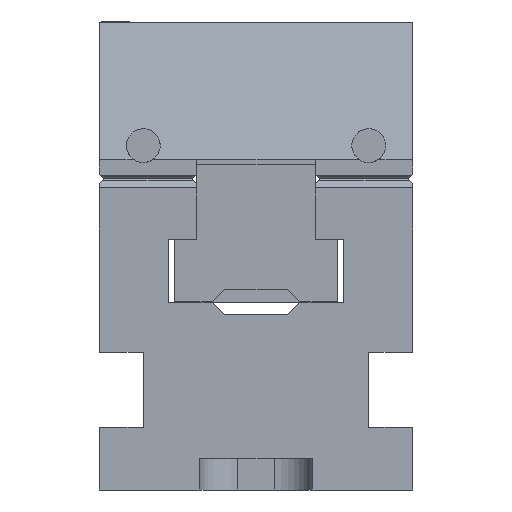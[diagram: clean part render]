
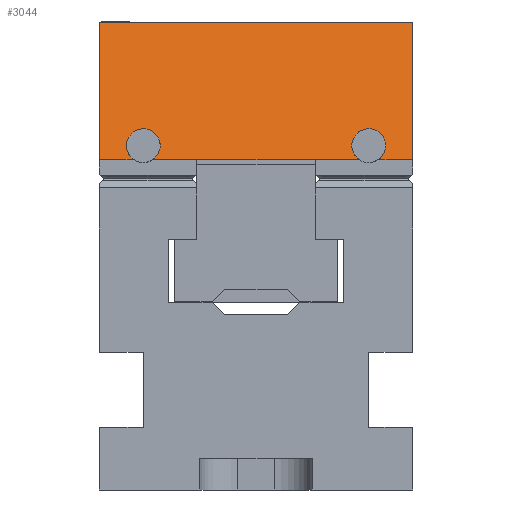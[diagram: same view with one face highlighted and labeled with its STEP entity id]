
A CAD part, front view. The second image highlights one B-rep face of the part: STEP entity #3044.
In plain terms, the highlighted face is planar.
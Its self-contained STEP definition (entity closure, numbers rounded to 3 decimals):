
#3044 = ADVANCED_FACE( '', ( #7848 ), #7849, .T. );
#7848 = FACE_OUTER_BOUND( '', #14612, .T. );
#7849 = PLANE( '', #14613 );
#14612 = EDGE_LOOP( '', ( #23531, #23532, #23533, #23534, #23535, #23536, #23537, #23538, #23539, #23540, #23541, #23542 ) );
#14613 = AXIS2_PLACEMENT_3D( '', #23543, #23544, #23545 );
#23531 = ORIENTED_EDGE( '', *, *, #43831, .F. );
#23532 = ORIENTED_EDGE( '', *, *, #43832, .T. );
#23533 = ORIENTED_EDGE( '', *, *, #42120, .F. );
#23534 = ORIENTED_EDGE( '', *, *, #43833, .T. );
#23535 = ORIENTED_EDGE( '', *, *, #43834, .F. );
#23536 = ORIENTED_EDGE( '', *, *, #41791, .F. );
#23537 = ORIENTED_EDGE( '', *, *, #43835, .T. );
#23538 = ORIENTED_EDGE( '', *, *, #43836, .T. );
#23539 = ORIENTED_EDGE( '', *, *, #43837, .F. );
#23540 = ORIENTED_EDGE( '', *, *, #43838, .T. );
#23541 = ORIENTED_EDGE( '', *, *, #41843, .F. );
#23542 = ORIENTED_EDGE( '', *, *, #43638, .F. );
#23543 = CARTESIAN_POINT( '', ( 25., 11.85, 12.5 ) );
#23544 = DIRECTION( '', ( 0., 0.966, 0.259 ) );
#23545 = DIRECTION( '', ( 0., -0.259, 0.966 ) );
#41791 = EDGE_CURVE( '', #50323, #50325, #50326, .T. );
#41843 = EDGE_CURVE( '', #50415, #50409, #50417, .T. );
#42120 = EDGE_CURVE( '', #50916, #50917, #50918, .T. );
#43638 = EDGE_CURVE( '', #53687, #50415, #53689, .T. );
#43831 = EDGE_CURVE( '', #54002, #53687, #54003, .T. );
#43832 = EDGE_CURVE( '', #54002, #50917, #54004, .T. );
#43833 = EDGE_CURVE( '', #50916, #54005, #54006, .T. );
#43834 = EDGE_CURVE( '', #50325, #54005, #54007, .T. );
#43835 = EDGE_CURVE( '', #50323, #54008, #54009, .T. );
#43836 = EDGE_CURVE( '', #54008, #54010, #54011, .T. );
#43837 = EDGE_CURVE( '', #54012, #54010, #54013, .T. );
#43838 = EDGE_CURVE( '', #54012, #50409, #54014, .T. );
#50323 = VERTEX_POINT( '', #63076 );
#50325 = VERTEX_POINT( '', #63079 );
#50326 = LINE( '', #63080, #63081 );
#50409 = VERTEX_POINT( '', #63199 );
#50415 = VERTEX_POINT( '', #63208 );
#50417 = LINE( '', #63211, #63212 );
#50916 = VERTEX_POINT( '', #63924 );
#50917 = VERTEX_POINT( '', #63925 );
#50918 = ELLIPSE( '', #63926, 2.795, 2.7 );
#53687 = VERTEX_POINT( '', #68033 );
#53689 = LINE( '', #68036, #68037 );
#54002 = VERTEX_POINT( '', #68492 );
#54003 = LINE( '', #68493, #68494 );
#54004 = LINE( '', #68495, #68496 );
#54005 = VERTEX_POINT( '', #68497 );
#54006 = LINE( '', #68498, #68499 );
#54007 = LINE( '', #68500, #68501 );
#54008 = VERTEX_POINT( '', #68502 );
#54009 = LINE( '', #68503, #68504 );
#54010 = VERTEX_POINT( '', #68505 );
#54011 = LINE( '', #68506, #68507 );
#54012 = VERTEX_POINT( '', #68508 );
#54013 = ELLIPSE( '', #68509, 2.795, 2.7 );
#54014 = LINE( '', #68510, #68511 );
#63076 = CARTESIAN_POINT( '', ( 25., 11.85, 12.5 ) );
#63079 = CARTESIAN_POINT( '', ( -25., 11.85, 12.5 ) );
#63080 = CARTESIAN_POINT( '', ( 25., 11.85, 12.5 ) );
#63081 = VECTOR( '', #81888, 1000. );
#63199 = CARTESIAN_POINT( '', ( 9.5, 17.75, -9.519 ) );
#63208 = CARTESIAN_POINT( '', ( 9.5, 17.745, -9.5 ) );
#63211 = CARTESIAN_POINT( '', ( 9.5, 11.85, 12.5 ) );
#63212 = VECTOR( '', #81931, 1000. );
#63924 = CARTESIAN_POINT( '', ( -19.463, 17.75, -9.519 ) );
#63925 = CARTESIAN_POINT( '', ( -16.537, 17.75, -9.519 ) );
#63926 = AXIS2_PLACEMENT_3D( '', #82181, #82182, #82183 );
#68033 = CARTESIAN_POINT( '', ( -9.5, 17.745, -9.5 ) );
#68036 = CARTESIAN_POINT( '', ( 25., 17.745, -9.5 ) );
#68037 = VECTOR( '', #83616, 1000. );
#68492 = CARTESIAN_POINT( '', ( -9.5, 17.75, -9.519 ) );
#68493 = CARTESIAN_POINT( '', ( -9.5, 11.85, 12.5 ) );
#68494 = VECTOR( '', #83777, 1000. );
#68495 = CARTESIAN_POINT( '', ( 25., 17.75, -9.519 ) );
#68496 = VECTOR( '', #83778, 1000. );
#68497 = CARTESIAN_POINT( '', ( -25., 17.75, -9.519 ) );
#68498 = CARTESIAN_POINT( '', ( 25., 17.75, -9.519 ) );
#68499 = VECTOR( '', #83779, 1000. );
#68500 = CARTESIAN_POINT( '', ( -25., 11.85, 12.5 ) );
#68501 = VECTOR( '', #83780, 1000. );
#68502 = CARTESIAN_POINT( '', ( 25., 17.75, -9.519 ) );
#68503 = CARTESIAN_POINT( '', ( 25., 11.85, 12.5 ) );
#68504 = VECTOR( '', #83781, 1000. );
#68505 = CARTESIAN_POINT( '', ( 19.463, 17.75, -9.519 ) );
#68506 = CARTESIAN_POINT( '', ( 25., 17.75, -9.519 ) );
#68507 = VECTOR( '', #83782, 1000. );
#68508 = CARTESIAN_POINT( '', ( 16.537, 17.75, -9.519 ) );
#68509 = AXIS2_PLACEMENT_3D( '', #83783, #83784, #83785 );
#68510 = CARTESIAN_POINT( '', ( 25., 17.75, -9.519 ) );
#68511 = VECTOR( '', #83786, 1000. );
#81888 = DIRECTION( '', ( -1., 0., 0. ) );
#81931 = DIRECTION( '', ( 0., 0.259, -0.966 ) );
#82181 = CARTESIAN_POINT( '', ( -18., 17.142, -7.25 ) );
#82182 = DIRECTION( '', ( 0., 0.966, 0.259 ) );
#82183 = DIRECTION( '', ( 0., 0.259, -0.966 ) );
#83616 = DIRECTION( '', ( 1., 0., 0. ) );
#83777 = DIRECTION( '', ( 0., -0.259, 0.966 ) );
#83778 = DIRECTION( '', ( -1., 0., 0. ) );
#83779 = DIRECTION( '', ( -1., 0., 0. ) );
#83780 = DIRECTION( '', ( 0., 0.259, -0.966 ) );
#83781 = DIRECTION( '', ( 0., 0.259, -0.966 ) );
#83782 = DIRECTION( '', ( -1., 0., 0. ) );
#83783 = CARTESIAN_POINT( '', ( 18., 17.142, -7.25 ) );
#83784 = DIRECTION( '', ( 0., 0.966, 0.259 ) );
#83785 = DIRECTION( '', ( 0., 0.259, -0.966 ) );
#83786 = DIRECTION( '', ( -1., 0., 0. ) );
